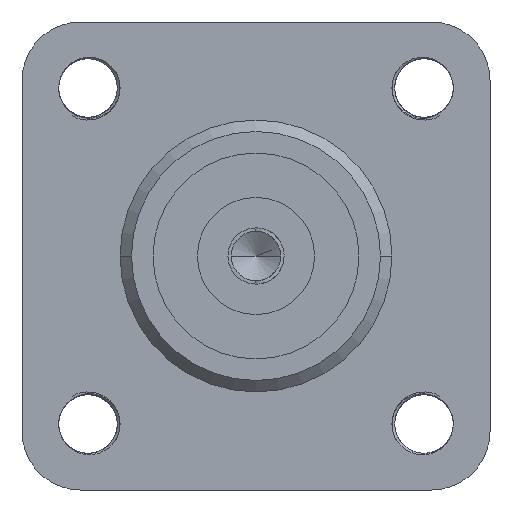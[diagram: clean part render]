
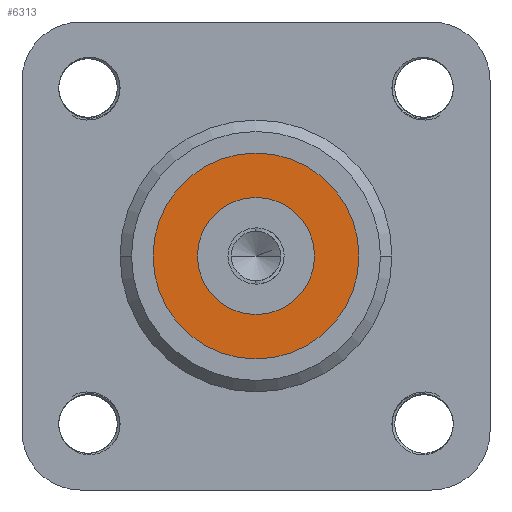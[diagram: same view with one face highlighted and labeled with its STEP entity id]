
A CAD part, left-side view. The second image highlights one B-rep face of the part: STEP entity #6313.
In plain terms, the highlighted planar face has unit normal (-1, 0, 0).
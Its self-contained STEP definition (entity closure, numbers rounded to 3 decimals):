
#887=CARTESIAN_POINT('',(-20.625,0.,0.));
#888=DIRECTION('',(1.,0.,0.));
#889=DIRECTION('',(0.,1.,0.));
#890=AXIS2_PLACEMENT_3D('',#887,#888,#889);
#892=CARTESIAN_POINT('',(-20.625,0.,0.));
#893=DIRECTION('',(1.,0.,0.));
#894=DIRECTION('',(0.,-1.,0.));
#895=AXIS2_PLACEMENT_3D('',#892,#893,#894);
#897=CARTESIAN_POINT('',(-20.625,0.,0.));
#898=DIRECTION('',(1.,0.,0.));
#899=DIRECTION('',(0.,-1.,0.));
#900=AXIS2_PLACEMENT_3D('',#897,#898,#899);
#902=CARTESIAN_POINT('',(-20.625,0.,0.));
#903=DIRECTION('',(1.,0.,0.));
#904=DIRECTION('',(0.,1.,0.));
#905=AXIS2_PLACEMENT_3D('',#902,#903,#904);
#5207=CARTESIAN_POINT('',(-20.625,5.588,0.));
#5208=CARTESIAN_POINT('',(-20.625,-5.588,0.));
#5209=VERTEX_POINT('',#5207);
#5210=VERTEX_POINT('',#5208);
#5523=CARTESIAN_POINT('',(-20.625,-3.175,0.));
#5524=CARTESIAN_POINT('',(-20.625,3.175,0.));
#5525=VERTEX_POINT('',#5523);
#5526=VERTEX_POINT('',#5524);
#6297=CARTESIAN_POINT('',(-20.625,0.,0.));
#6298=DIRECTION('',(1.,0.,0.));
#6299=DIRECTION('',(0.,-1.,0.));
#6300=AXIS2_PLACEMENT_3D('',#6297,#6298,#6299);
#6301=PLANE('',#6300);
#6303=ORIENTED_EDGE('',*,*,#6302,.T.);
#6304=ORIENTED_EDGE('',*,*,#6287,.T.);
#6305=EDGE_LOOP('',(#6303,#6304));
#6306=FACE_OUTER_BOUND('',#6305,.F.);
#6308=ORIENTED_EDGE('',*,*,#6307,.F.);
#6310=ORIENTED_EDGE('',*,*,#6309,.F.);
#6311=EDGE_LOOP('',(#6308,#6310));
#6312=FACE_BOUND('',#6311,.F.);
#6313=ADVANCED_FACE('',(#6306,#6312),#6301,.F.);
#891=CIRCLE('',#890,5.588);
#896=CIRCLE('',#895,5.588);
#901=CIRCLE('',#900,3.175);
#906=CIRCLE('',#905,3.175);
#6287=EDGE_CURVE('',#5210,#5209,#896,.T.);
#6302=EDGE_CURVE('',#5209,#5210,#891,.T.);
#6307=EDGE_CURVE('',#5525,#5526,#901,.T.);
#6309=EDGE_CURVE('',#5526,#5525,#906,.T.);
